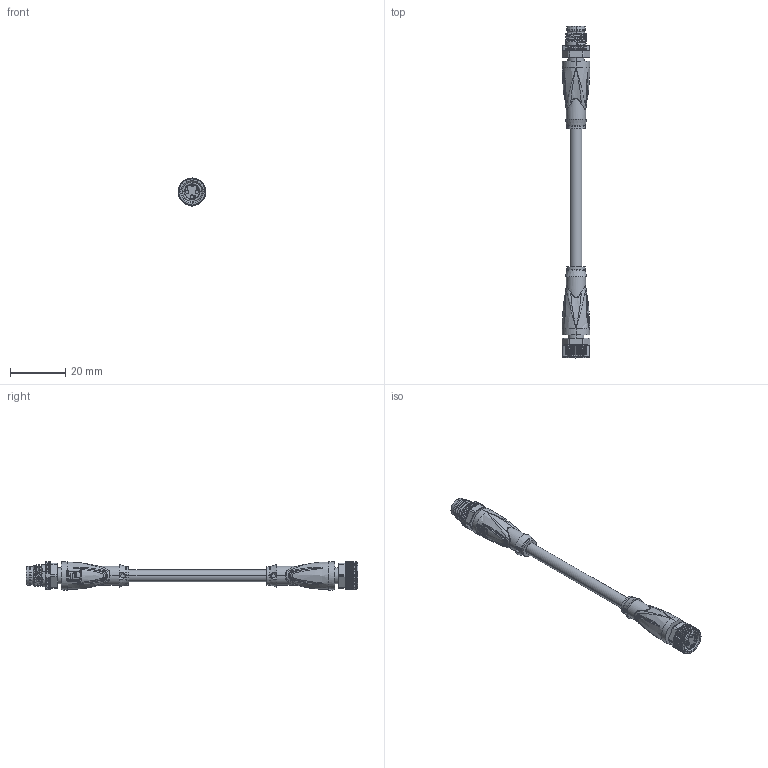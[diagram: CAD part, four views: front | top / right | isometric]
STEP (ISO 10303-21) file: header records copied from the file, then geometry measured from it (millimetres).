
FILE_DESCRIPTION(('STEP AP214'),'1');
FILE_NAME('cctmp_7C59A961-8F5E-4EB6-ABC1-46AFF199C85E_2022_04_27_10_38_09_0870..stp','2022-04-27T08:38:18',('KiM GmbH'),('CADClick - www.CADClick.com'),'Spatial InterOp 3D postprocessed',' ','unknown authorization');
FILE_SCHEMA(('AUTOMOTIVE_DESIGN'));
Length unit declared in the file: millimetre
Products named in the file (10): Connection2; Connection2_2; Connection2_1; T195460_1; Cable; Connection1; Connection1_3; Connection1_2; Connection1_1; T195460
Assembly tree (9 placements, depth 4):
  T195460
    T195460_1
      Connection2
        Connection2_2
        Connection2_1
      Cable
      Connection1
        Connection1_3
        Connection1_2
        Connection1_1
Bounding box: 10 x 120.3 x 10.15 mm (x, y, z)
Volume: 4779.4 mm3; surface area: 4935.1 mm2
Topology: 9 solids, 11 shells, 1601 faces, 4231 edges, 2691 vertices
Faces by surface type: plane 747, bspline 233, cylinder 216, torus 212, cone 155, extrusion 28, sphere 10
Entity records: 121063 total; most frequent: CARTESIAN_POINT 71830, ORIENTED_EDGE 8434, DIRECTION 6898, EDGE_CURVE 4221, STYLED_ITEM 3308, PRESENTATION_STYLE_ASSIGNMENT 3308, VERTEX_POINT 2691, AXIS2_PLACEMENT_3D 2407
